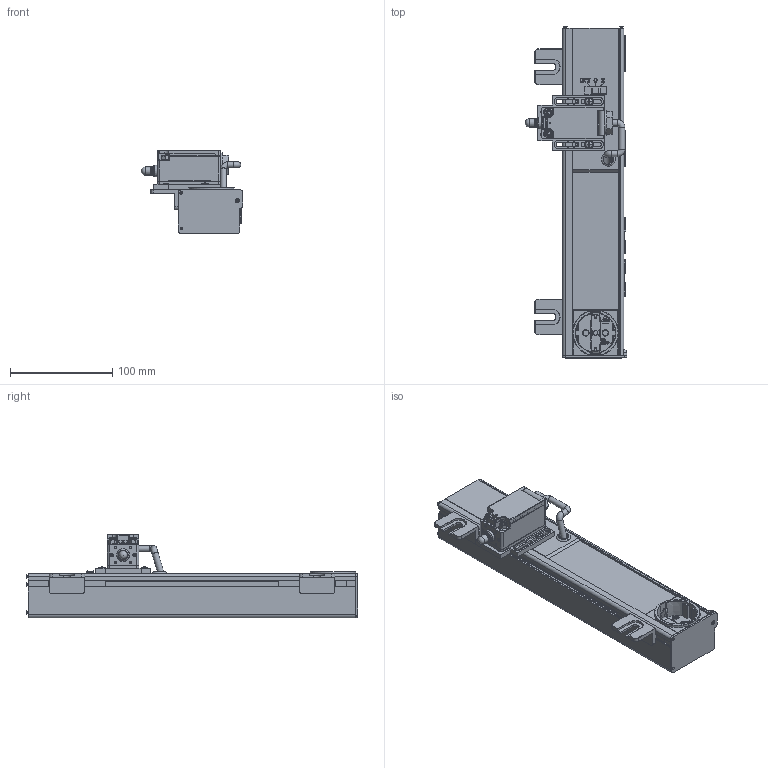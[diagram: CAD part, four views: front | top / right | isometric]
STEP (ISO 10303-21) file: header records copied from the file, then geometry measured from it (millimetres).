
FILE_DESCRIPTION(/* description */ (''),/* implementation_level */ '2;1');
FILE_NAME(/* name */ '109224_LED-A-325-SK-PK-E-R-VX.stp',/* time_stamp */ '2022-01-08T21:04:04+01:00',/* author */ ('cad'),/* organization */ (''),/* preprocessor_version */ 'ST-DEVELOPER v15.6',/* originating_system */ 'Autodesk Inventor 2015',/* authorisation */ '');
FILE_SCHEMA (('AUTOMOTIVE_DESIGN { 1 0 10303 214 3 1 1 }'));
Products named in the file (1): 109224_LED-A-325-SK-PK-E-R-VX_Shrinkwrap_1
Bounding box: 99.55 x 325 x 81.81 mm (x, y, z)
Surface area: 250505.9 mm2 (no closed solid volume)
Topology: 0 solids, 163 shells, 2979 faces, 11239 edges, 8307 vertices
Faces by surface type: plane 2259, cylinder 533, cone 70, bspline 63, sphere 44, torus 10
Full cylindrical faces by diameter (mm): 1.7 x1, 2.2 x3, 2.797 x1, 2.8 x2, 3 x3, 4 x2, 5 x1, 5.5 x2, 6 x4, 6.9 x1, 8 x1, 8.5 x2, 24 x1
Entity records: 124132 total; most frequent: CARTESIAN_POINT 29334, ORIENTED_EDGE 18263, DIRECTION 18237, EDGE_CURVE 11153, LINE 8737, VECTOR 8737, VERTEX_POINT 8298, AXIS2_PLACEMENT_3D 4750
